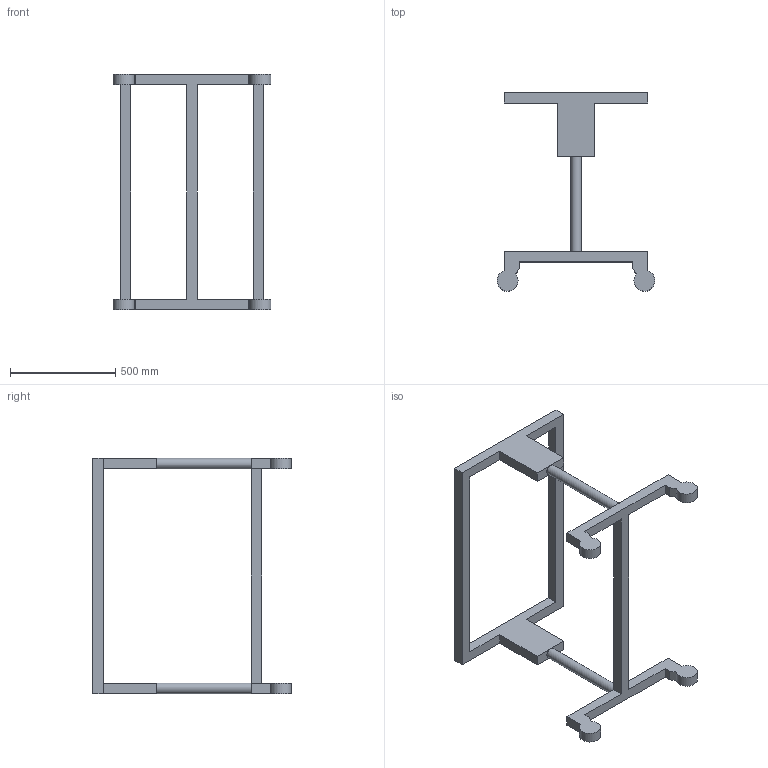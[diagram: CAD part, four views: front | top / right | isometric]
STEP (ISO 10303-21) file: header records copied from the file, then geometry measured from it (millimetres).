
FILE_DESCRIPTION(/* description */ (''),/* implementation_level */ '2;1');
FILE_NAME(/* name */ 'Human-Subject-Cart.step',/* time_stamp */ '2025-05-28T08:08:10-04:00',/* author */ ('jmarvel'),/* organization */ (''),/* preprocessor_version */ 'ST-DEVELOPER v20',/* originating_system */ 'Autodesk Inventor 2025',/* authorisation */ '');
FILE_SCHEMA (('AUTOMOTIVE_DESIGN { 1 0 10303 214 3 1 1 }'));
Length unit declared in the file: millimetre
Products named in the file (1): Human-Subject-Cart
Bounding box: 749.69 x 943.95 x 1118 mm (x, y, z)
Volume: 22915365.5 mm3; surface area: 1670556.7 mm2
Topology: 1 solids, 1 shells, 47 faces, 138 edges, 91 vertices
Faces by surface type: plane 41, cylinder 6
Full cylindrical faces by diameter (mm): 50 x2
Entity records: 1604 total; most frequent: CARTESIAN_POINT 277, ORIENTED_EDGE 276, DIRECTION 252, EDGE_CURVE 138, LINE 120, VECTOR 120, VERTEX_POINT 90, AXIS2_PLACEMENT_3D 66
